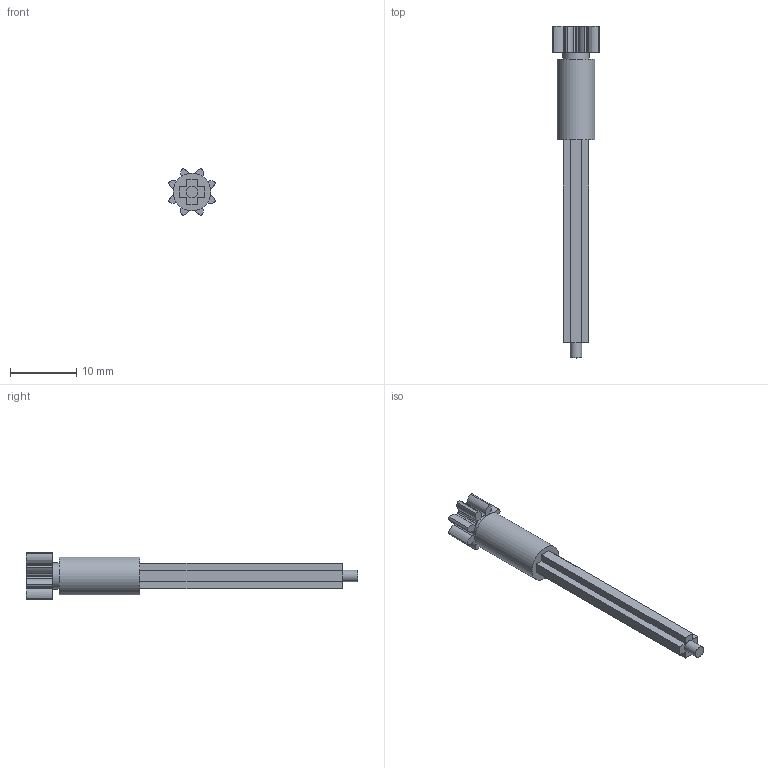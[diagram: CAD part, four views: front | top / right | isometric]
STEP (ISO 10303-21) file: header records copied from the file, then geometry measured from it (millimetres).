
FILE_DESCRIPTION(/* description */ (''),/* implementation_level */ '2;1');
FILE_NAME(/* name */ 'countersmall v1 v1.step',/* time_stamp */ '2020-06-08T16:48:12+02:00',/* author */ (''),/* organization */ (''),/* preprocessor_version */ 'ST-DEVELOPER v18.1',/* originating_system */ 'Autodesk Translation Framework v9.3.0.1241',/* authorisation */ '');
FILE_SCHEMA (('AUTOMOTIVE_DESIGN { 1 0 10303 214 3 1 1 }'));
Length unit declared in the file: millimetre
Products named in the file (1): countersmall v1
Bounding box: 7.07 x 50.21 x 7.07 mm (x, y, z)
Volume: 724.9 mm3; surface area: 937.6 mm2
Topology: 1 solids, 1 shells, 69 faces, 189 edges, 126 vertices
Faces by surface type: cylinder 35, plane 18, bspline 16
Full cylindrical faces by diameter (mm): 1.768 x1, 4 x1, 5.7 x1
Entity records: 4134 total; most frequent: CARTESIAN_POINT 2385, ORIENTED_EDGE 378, DIRECTION 335, EDGE_CURVE 189, VERTEX_POINT 126, AXIS2_PLACEMENT_3D 124, LINE 87, VECTOR 87
